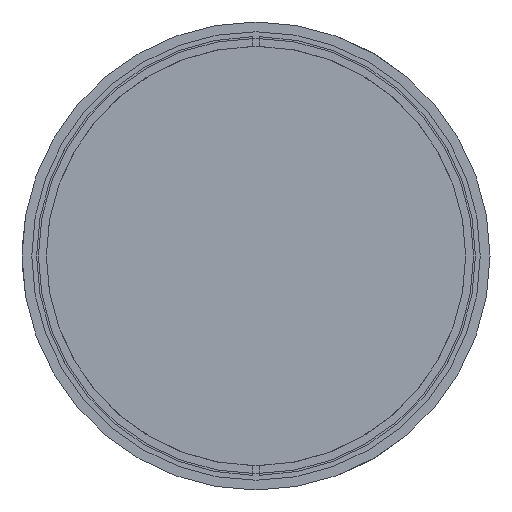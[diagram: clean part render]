
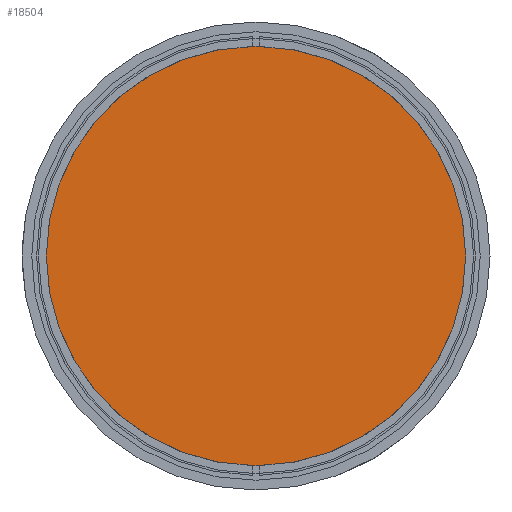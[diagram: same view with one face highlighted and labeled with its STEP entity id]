
A CAD part, left-side view. The second image highlights one B-rep face of the part: STEP entity #18504.
In plain terms, the highlighted planar face has unit normal (-1, 0, 0).
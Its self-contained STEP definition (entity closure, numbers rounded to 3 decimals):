
#2852 = AXIS2_PLACEMENT_3D ( 'NONE', #14949, #6022, #13242 ) ;
#3375 = DIRECTION ( 'NONE',  ( 0., 0., 1. ) ) ;
#3443 = ORIENTED_EDGE ( 'NONE', *, *, #17524, .T. ) ;
#4000 = EDGE_LOOP ( 'NONE', ( #3443, #5757 ) ) ;
#5757 = ORIENTED_EDGE ( 'NONE', *, *, #15161, .T. ) ;
#6022 = DIRECTION ( 'NONE',  ( -1., 0., 0. ) ) ;
#6392 = DIRECTION ( 'NONE',  ( 0., 0., -1. ) ) ;
#6653 = CARTESIAN_POINT ( 'NONE',  ( 0., 0., -43.788 ) ) ;
#7825 = AXIS2_PLACEMENT_3D ( 'NONE', #8136, #16577, #6392 ) ;
#8136 = CARTESIAN_POINT ( 'NONE',  ( 0., 0., 0. ) ) ;
#9794 = CIRCLE ( 'NONE', #22578, 43.788 ) ;
#13057 = FACE_OUTER_BOUND ( 'NONE', #4000, .T. ) ;
#13242 = DIRECTION ( 'NONE',  ( 0., 0., 1. ) ) ;
#13771 = CARTESIAN_POINT ( 'NONE',  ( 0., 0., 0. ) ) ;
#14499 = CIRCLE ( 'NONE', #2852, 43.788 ) ;
#14949 = CARTESIAN_POINT ( 'NONE',  ( 0., 0., 0. ) ) ;
#15161 = EDGE_CURVE ( 'NONE', #22103, #22238, #9794, .T. ) ;
#16577 = DIRECTION ( 'NONE',  ( 1., 0., 0. ) ) ;
#16812 = PLANE ( 'NONE',  #7825 ) ;
#17093 = DIRECTION ( 'NONE',  ( -1., 0., 0. ) ) ;
#17524 = EDGE_CURVE ( 'NONE', #22238, #22103, #14499, .T. ) ;
#18504 = ADVANCED_FACE ( 'NONE', ( #13057 ), #16812, .F. ) ;
#19039 = CARTESIAN_POINT ( 'NONE',  ( 0., 0., 43.788 ) ) ;
#22103 = VERTEX_POINT ( 'NONE', #19039 ) ;
#22238 = VERTEX_POINT ( 'NONE', #6653 ) ;
#22578 = AXIS2_PLACEMENT_3D ( 'NONE', #13771, #17093, #3375 ) ;
